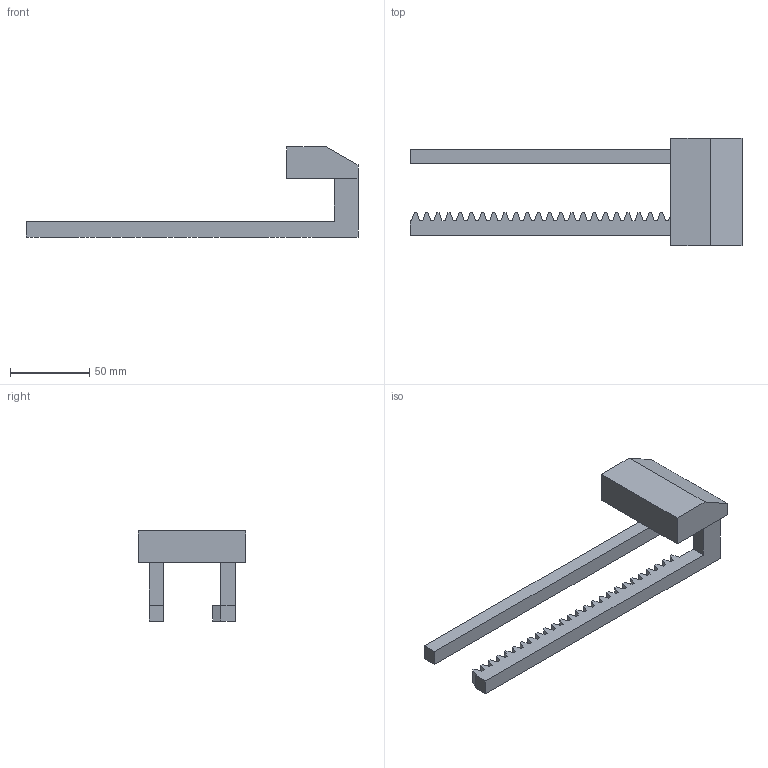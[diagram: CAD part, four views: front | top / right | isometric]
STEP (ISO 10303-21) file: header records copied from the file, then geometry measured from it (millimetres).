
FILE_DESCRIPTION (( 'STEP AP214' ), '1' );
FILE_NAME ('SWP-BOTTOM-RACK.STEP', '2025-05-10T00:19:49', ( '' ), ( '' ), 'SwSTEP 2.0', 'SolidWorks 2024', '' );
FILE_SCHEMA (( 'AUTOMOTIVE_DESIGN' ));
Length unit declared in the file: millimetre
Products named in the file (1): SWP-BOTTOM-RACK
Bounding box: 210 x 67.9 x 57 mm (x, y, z)
Volume: 103338.7 mm3; surface area: 31006.6 mm2
Topology: 1 solids, 1 shells, 123 faces, 363 edges, 242 vertices
Faces by surface type: plane 123
Entity records: 4040 total; most frequent: CARTESIAN_POINT 729, ORIENTED_EDGE 726, DIRECTION 611, EDGE_CURVE 363, LINE 363, VECTOR 363, VERTEX_POINT 242, AXIS2_PLACEMENT_3D 124
